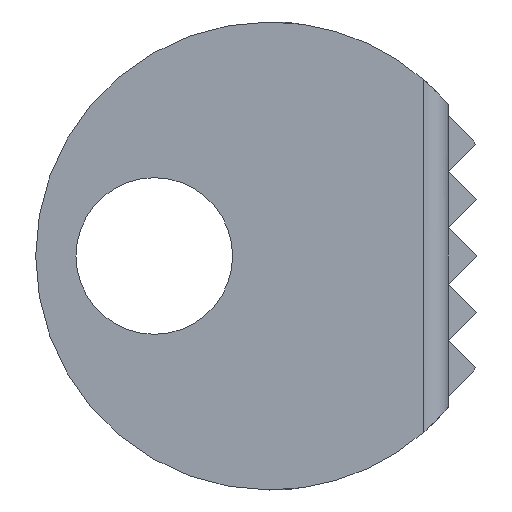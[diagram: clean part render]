
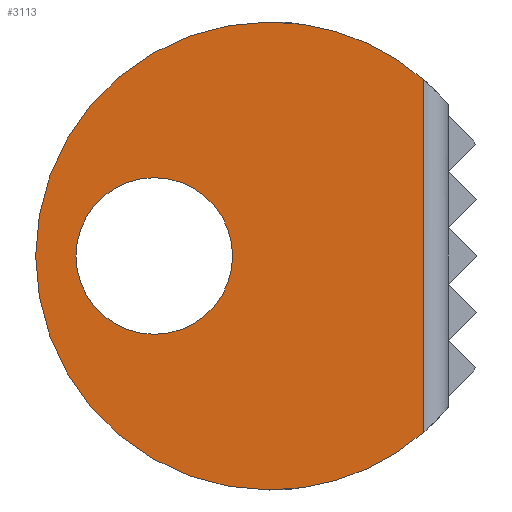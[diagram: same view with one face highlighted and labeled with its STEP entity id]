
A CAD part, left-side view. The second image highlights one B-rep face of the part: STEP entity #3113.
In plain terms, the highlighted planar face has unit normal (-1, 0, 0).
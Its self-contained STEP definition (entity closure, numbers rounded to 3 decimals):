
#39 = CARTESIAN_POINT ( 'NONE',  ( -9.525, 0., 0. ) ) ;
#45 = FACE_BOUND ( 'NONE', #1026, .T. ) ;
#56 = DIRECTION ( 'NONE',  ( 0., 0., -1. ) ) ;
#67 = LINE ( 'NONE', #1426, #575 ) ;
#102 = CIRCLE ( 'NONE', #3573, 9.525 ) ;
#265 = AXIS2_PLACEMENT_3D ( 'NONE', #1433, #3481, #56 ) ;
#276 = ORIENTED_EDGE ( 'NONE', *, *, #2139, .F. ) ;
#293 = CARTESIAN_POINT ( 'NONE',  ( -9.525, -6.248, 7.189 ) ) ;
#309 = DIRECTION ( 'NONE',  ( 1., 0., 0. ) ) ;
#332 = EDGE_CURVE ( 'NONE', #2678, #1434, #1081, .T. ) ;
#348 = EDGE_CURVE ( 'NONE', #4382, #579, #4345, .T. ) ;
#349 = DIRECTION ( 'NONE',  ( 0., 0., -1. ) ) ;
#369 = PLANE ( 'NONE',  #1018 ) ;
#575 = VECTOR ( 'NONE', #1606, 1000. ) ;
#579 = VERTEX_POINT ( 'NONE', #3651 ) ;
#725 = AXIS2_PLACEMENT_3D ( 'NONE', #2762, #309, #3422 ) ;
#734 = ORIENTED_EDGE ( 'NONE', *, *, #1277, .T. ) ;
#757 = CIRCLE ( 'NONE', #265, 3.188 ) ;
#860 = CARTESIAN_POINT ( 'NONE',  ( -9.525, 4.699, -3.188 ) ) ;
#891 = VERTEX_POINT ( 'NONE', #3192 ) ;
#1018 = AXIS2_PLACEMENT_3D ( 'NONE', #1042, #2020, #3428 ) ;
#1026 = EDGE_LOOP ( 'NONE', ( #4168, #2939 ) ) ;
#1042 = CARTESIAN_POINT ( 'NONE',  ( -9.525, 0., 0. ) ) ;
#1081 = CIRCLE ( 'NONE', #725, 3.188 ) ;
#1277 = EDGE_CURVE ( 'NONE', #891, #3534, #67, .T. ) ;
#1426 = CARTESIAN_POINT ( 'NONE',  ( -9.525, -6.248, 6.161 ) ) ;
#1433 = CARTESIAN_POINT ( 'NONE',  ( -9.525, 4.699, 0. ) ) ;
#1434 = VERTEX_POINT ( 'NONE', #3719 ) ;
#1556 = CIRCLE ( 'NONE', #3097, 9.525 ) ;
#1606 = DIRECTION ( 'NONE',  ( 0., 0., 1. ) ) ;
#1796 = CARTESIAN_POINT ( 'NONE',  ( -9.525, 0., -9.525 ) ) ;
#2020 = DIRECTION ( 'NONE',  ( 1., 0., 0. ) ) ;
#2137 = ORIENTED_EDGE ( 'NONE', *, *, #3315, .F. ) ;
#2139 = EDGE_CURVE ( 'NONE', #579, #3534, #102, .T. ) ;
#2198 = DIRECTION ( 'NONE',  ( 1., 0., 0. ) ) ;
#2387 = DIRECTION ( 'NONE',  ( 0., 0., -1. ) ) ;
#2422 = AXIS2_PLACEMENT_3D ( 'NONE', #39, #2428, #2387 ) ;
#2428 = DIRECTION ( 'NONE',  ( 1., 0., 0. ) ) ;
#2501 = DIRECTION ( 'NONE',  ( 0., 0., -1. ) ) ;
#2678 = VERTEX_POINT ( 'NONE', #860 ) ;
#2724 = FACE_OUTER_BOUND ( 'NONE', #4208, .T. ) ;
#2762 = CARTESIAN_POINT ( 'NONE',  ( -9.525, 4.699, 0. ) ) ;
#2939 = ORIENTED_EDGE ( 'NONE', *, *, #4083, .T. ) ;
#3097 = AXIS2_PLACEMENT_3D ( 'NONE', #3792, #2198, #2501 ) ;
#3113 = ADVANCED_FACE ( 'NONE', ( #45, #2724 ), #369, .F. ) ;
#3192 = CARTESIAN_POINT ( 'NONE',  ( -9.525, -6.248, -7.189 ) ) ;
#3315 = EDGE_CURVE ( 'NONE', #891, #4382, #1556, .T. ) ;
#3422 = DIRECTION ( 'NONE',  ( 0., 0., -1. ) ) ;
#3428 = DIRECTION ( 'NONE',  ( 0., 0., -1. ) ) ;
#3481 = DIRECTION ( 'NONE',  ( 1., 0., 0. ) ) ;
#3534 = VERTEX_POINT ( 'NONE', #293 ) ;
#3573 = AXIS2_PLACEMENT_3D ( 'NONE', #3678, #4036, #349 ) ;
#3651 = CARTESIAN_POINT ( 'NONE',  ( -9.525, 0., 9.525 ) ) ;
#3678 = CARTESIAN_POINT ( 'NONE',  ( -9.525, 0., 0. ) ) ;
#3719 = CARTESIAN_POINT ( 'NONE',  ( -9.525, 4.699, 3.188 ) ) ;
#3792 = CARTESIAN_POINT ( 'NONE',  ( -9.525, 0., 0. ) ) ;
#4036 = DIRECTION ( 'NONE',  ( 1., 0., 0. ) ) ;
#4050 = ORIENTED_EDGE ( 'NONE', *, *, #348, .F. ) ;
#4083 = EDGE_CURVE ( 'NONE', #1434, #2678, #757, .T. ) ;
#4168 = ORIENTED_EDGE ( 'NONE', *, *, #332, .T. ) ;
#4208 = EDGE_LOOP ( 'NONE', ( #2137, #734, #276, #4050 ) ) ;
#4345 = CIRCLE ( 'NONE', #2422, 9.525 ) ;
#4382 = VERTEX_POINT ( 'NONE', #1796 ) ;
